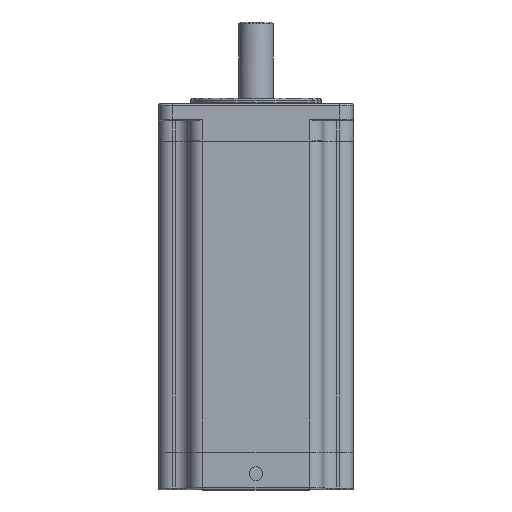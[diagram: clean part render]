
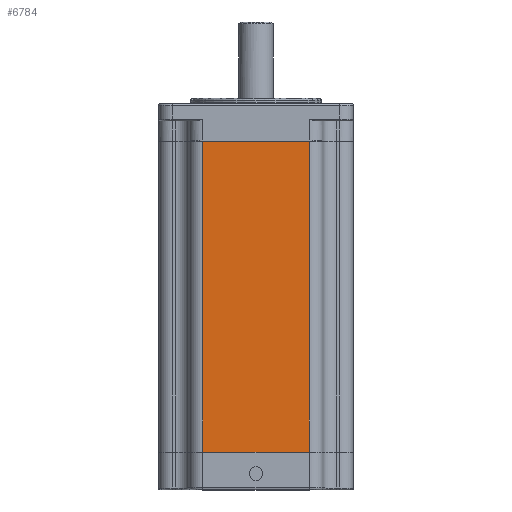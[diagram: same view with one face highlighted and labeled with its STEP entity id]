
A CAD part, top view. The second image highlights one B-rep face of the part: STEP entity #6784.
In plain terms, the highlighted planar face has unit normal (0, 0, 1).
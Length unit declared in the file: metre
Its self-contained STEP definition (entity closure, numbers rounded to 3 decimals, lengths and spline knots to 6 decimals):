
#920=LINE('',#12622,#1439);
#921=LINE('',#12625,#1440);
#922=LINE('',#12627,#1441);
#923=LINE('',#12629,#1442);
#1439=VECTOR('',#9877,1.);
#1440=VECTOR('',#9878,1.);
#1441=VECTOR('',#9879,1.);
#1442=VECTOR('',#9880,1.);
#3100=ORIENTED_EDGE('',*,*,#4329,.F.);
#3101=ORIENTED_EDGE('',*,*,#4330,.F.);
#3102=ORIENTED_EDGE('',*,*,#4331,.F.);
#3103=ORIENTED_EDGE('',*,*,#4332,.F.);
#4329=EDGE_CURVE('',#4985,#4986,#920,.T.);
#4330=EDGE_CURVE('',#4987,#4985,#921,.T.);
#4331=EDGE_CURVE('',#4988,#4987,#922,.T.);
#4332=EDGE_CURVE('',#4986,#4988,#923,.T.);
#4985=VERTEX_POINT('',#12623);
#4986=VERTEX_POINT('',#12624);
#4987=VERTEX_POINT('',#12626);
#4988=VERTEX_POINT('',#12628);
#5748=EDGE_LOOP('',(#3100,#3101,#3102,#3103));
#6203=FACE_BOUND('',#5748,.T.);
#6431=PLANE('',#7912);
#6784=ADVANCED_FACE('',(#6203),#6431,.F.);
#7912=AXIS2_PLACEMENT_3D('',#12621,#9875,#9876);
#9875=DIRECTION('',(0.,0.,-1.));
#9876=DIRECTION('',(0.,1.,0.));
#9877=DIRECTION('',(0.,1.,0.));
#9878=DIRECTION('',(-1.,0.,0.));
#9879=DIRECTION('',(0.,-1.,0.));
#9880=DIRECTION('',(1.,0.,0.));
#12621=CARTESIAN_POINT('',(0.09633,-0.085008,0.057));
#12622=CARTESIAN_POINT('',(0.08076,-0.085008,0.057));
#12623=CARTESIAN_POINT('',(0.08076,-0.186998,0.057));
#12624=CARTESIAN_POINT('',(0.08076,-0.096018,0.057));
#12625=CARTESIAN_POINT('',(0.09633,-0.186998,0.057));
#12626=CARTESIAN_POINT('',(0.1119,-0.186998,0.057));
#12627=CARTESIAN_POINT('',(0.1119,-0.090008,0.057));
#12628=CARTESIAN_POINT('',(0.1119,-0.096018,0.057));
#12629=CARTESIAN_POINT('',(0.09633,-0.096018,0.057));
